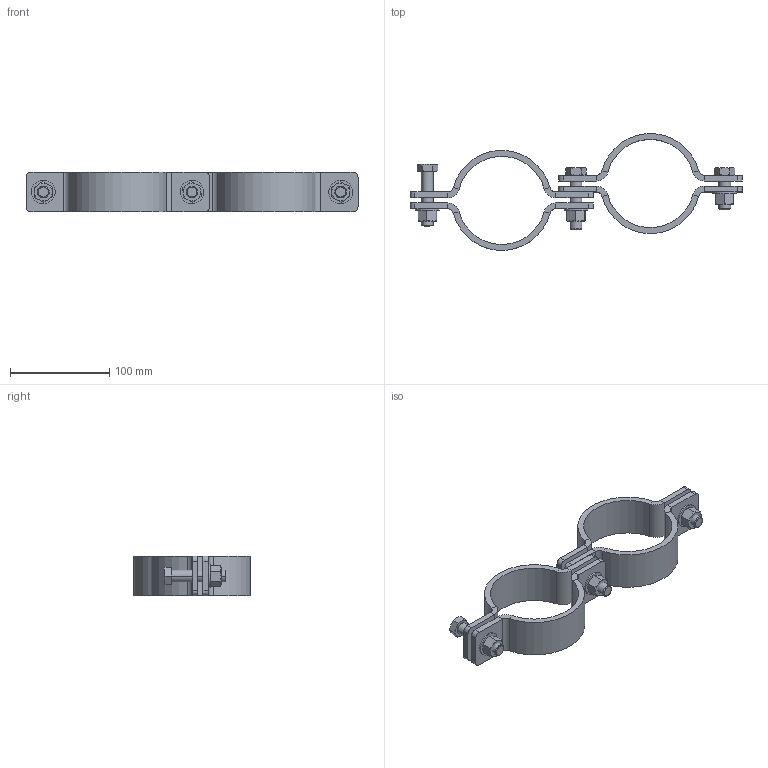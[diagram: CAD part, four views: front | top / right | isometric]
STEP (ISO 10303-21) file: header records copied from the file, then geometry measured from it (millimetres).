
FILE_DESCRIPTION (( 'STEP AP203' ), '1' );
FILE_NAME ('4229-20-30_REV_.step', '2026-01-09T02:44:22', ( '' ), ( '' ), 'SwSTEP 2.0', 'SolidWorks 2025', '' );
FILE_SCHEMA (( 'CONFIG_CONTROL_DESIGN' ));
Length unit declared in the file: millimetre
Products named in the file (6): M12 304 SS_M12x1.75 x 55 304; 4229-20-20; M12 304 SS_M12x1.75 x 35 BOLT 304; 4229-20-30_REV_; M12-FW_M12 FW 304; M12 Hex Nut_M12 N 304
Assembly tree (13 placements, depth 2):
  4229-20-30_REV_
    4229-20-20  x4
    M12-FW_M12 FW 304  x3
    M12 Hex Nut_M12 N 304  x3
    M12 304 SS_M12x1.75 x 35 BOLT 304
    M12 304 SS_M12x1.75 x 55 304  x2
Bounding box: 335 x 117.61 x 40 mm (x, y, z)
Volume: 237609.1 mm3; surface area: 98630.9 mm2
Topology: 13 solids, 13 shells, 294 faces, 638 edges, 376 vertices
Faces by surface type: plane 124, cylinder 86, cone 84
Entity records: 4304 total; most frequent: CARTESIAN_POINT 942, DIRECTION 548, ORIENTED_EDGE 504, EDGE_CURVE 252, AXIS2_PLACEMENT_3D 234, VERTEX_POINT 148, EDGE_LOOP 130, FACE_OUTER_BOUND 118
